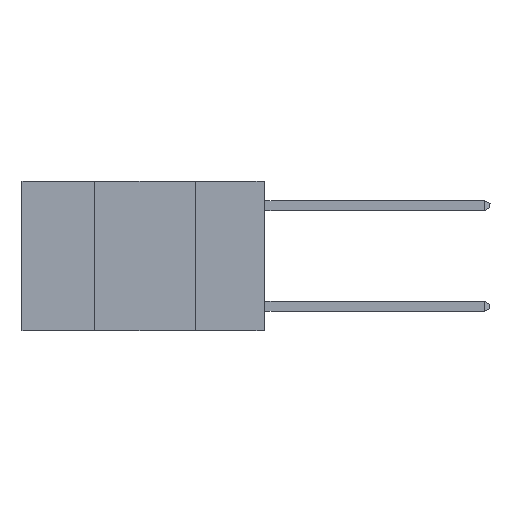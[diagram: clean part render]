
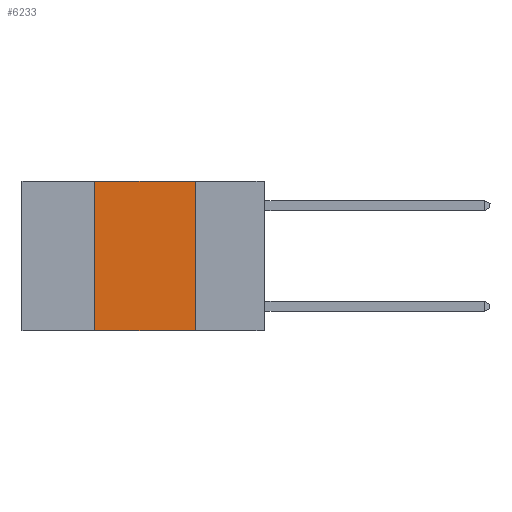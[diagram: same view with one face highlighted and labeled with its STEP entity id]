
A CAD part, left-side view. The second image highlights one B-rep face of the part: STEP entity #6233.
In plain terms, the highlighted planar face has unit normal (-1, 0, 0).
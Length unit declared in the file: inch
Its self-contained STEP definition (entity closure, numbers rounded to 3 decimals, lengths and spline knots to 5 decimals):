
#13 = LINE ( 'NONE', #1550, #5963 ) ;
#411 = ORIENTED_EDGE ( 'NONE', *, *, #6922, .T. ) ;
#447 = EDGE_LOOP ( 'NONE', ( #4003, #5252, #4039, #411 ) ) ;
#521 = CARTESIAN_POINT ( 'NONE',  ( 0., 0.17, 0. ) ) ;
#549 = CARTESIAN_POINT ( 'NONE',  ( 0., 0.6, -0.37 ) ) ;
#993 = CARTESIAN_POINT ( 'NONE',  ( 0., 0.17, 0. ) ) ;
#1123 = FACE_OUTER_BOUND ( 'NONE', #447, .T. ) ;
#1154 = VERTEX_POINT ( 'NONE', #2604 ) ;
#1318 = EDGE_CURVE ( 'NONE', #9665, #1980, #13, .T. ) ;
#1404 = VECTOR ( 'NONE', #3553, 39.37008 ) ;
#1550 = CARTESIAN_POINT ( 'NONE',  ( 0., 0.6, 0. ) ) ;
#1822 = PLANE ( 'NONE',  #6842 ) ;
#1980 = VERTEX_POINT ( 'NONE', #993 ) ;
#2604 = CARTESIAN_POINT ( 'NONE',  ( 0., 0.42, -0.37 ) ) ;
#3200 = CARTESIAN_POINT ( 'NONE',  ( 0., 0.6, 0. ) ) ;
#3440 = VECTOR ( 'NONE', #9399, 39.37008 ) ;
#3471 = CARTESIAN_POINT ( 'NONE',  ( 0., 0.17, -0.37 ) ) ;
#3553 = DIRECTION ( 'NONE',  ( 0., 0., -1. ) ) ;
#3633 = VECTOR ( 'NONE', #9448, 39.37008 ) ;
#4003 = ORIENTED_EDGE ( 'NONE', *, *, #8368, .F. ) ;
#4039 = ORIENTED_EDGE ( 'NONE', *, *, #5994, .F. ) ;
#4632 = DIRECTION ( 'NONE',  ( 0., -1., 0. ) ) ;
#5252 = ORIENTED_EDGE ( 'NONE', *, *, #1318, .F. ) ;
#5521 = DIRECTION ( 'NONE',  ( 0., 0., -1. ) ) ;
#5963 = VECTOR ( 'NONE', #4632, 39.37008 ) ;
#5994 = EDGE_CURVE ( 'NONE', #1154, #9665, #6510, .T. ) ;
#6233 = ADVANCED_FACE ( 'NONE', ( #1123 ), #1822, .F. ) ;
#6335 = DIRECTION ( 'NONE',  ( 1., 0., 0. ) ) ;
#6510 = LINE ( 'NONE', #7102, #3440 ) ;
#6842 = AXIS2_PLACEMENT_3D ( 'NONE', #3200, #6335, #5521 ) ;
#6922 = EDGE_CURVE ( 'NONE', #1154, #7212, #7304, .T. ) ;
#7102 = CARTESIAN_POINT ( 'NONE',  ( 0., 0.42, 0. ) ) ;
#7212 = VERTEX_POINT ( 'NONE', #3471 ) ;
#7277 = LINE ( 'NONE', #521, #1404 ) ;
#7301 = CARTESIAN_POINT ( 'NONE',  ( 0., 0.42, 0. ) ) ;
#7304 = LINE ( 'NONE', #549, #3633 ) ;
#8368 = EDGE_CURVE ( 'NONE', #1980, #7212, #7277, .T. ) ;
#9399 = DIRECTION ( 'NONE',  ( 0., 0., 1. ) ) ;
#9448 = DIRECTION ( 'NONE',  ( 0., -1., 0. ) ) ;
#9665 = VERTEX_POINT ( 'NONE', #7301 ) ;
